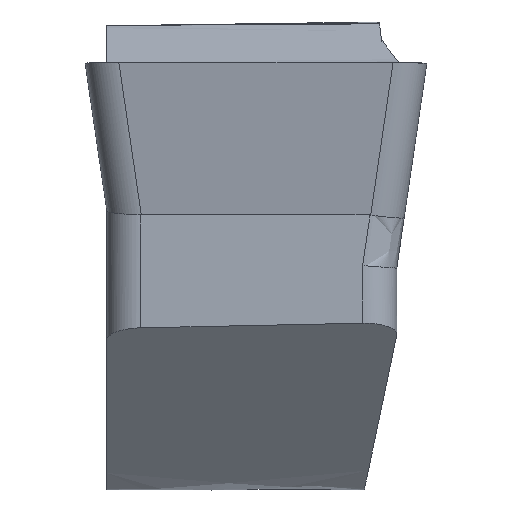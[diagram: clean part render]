
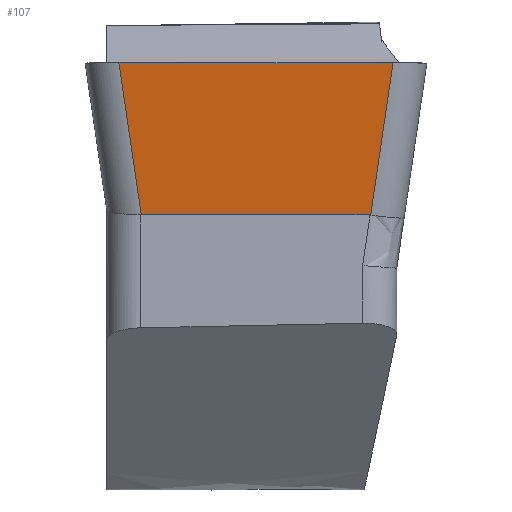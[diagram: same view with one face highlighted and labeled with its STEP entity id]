
A CAD part, front view. The second image highlights one B-rep face of the part: STEP entity #107.
In plain terms, the highlighted planar face has unit normal (0, -0.99, -0.139).
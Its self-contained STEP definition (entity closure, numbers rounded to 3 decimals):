
#52=PLANE('',#448);
#68=LINE('',#4864,#88);
#73=LINE('',#4996,#93);
#74=LINE('',#5002,#94);
#88=VECTOR('',#491,1.);
#93=VECTOR('',#504,1.);
#94=VECTOR('',#505,1.);
#107=ADVANCED_FACE('',(#131),#52,.F.);
#131=FACE_OUTER_BOUND('',#152,.T.);
#152=EDGE_LOOP('',(#220,#221,#222,#223,#224));
#220=ORIENTED_EDGE('',*,*,#314,.F.);
#221=ORIENTED_EDGE('',*,*,#356,.T.);
#222=ORIENTED_EDGE('',*,*,#347,.F.);
#223=ORIENTED_EDGE('',*,*,#357,.T.);
#224=ORIENTED_EDGE('',*,*,#358,.T.);
#277=VERTEX_POINT('',#642);
#278=VERTEX_POINT('',#653);
#301=VERTEX_POINT('',#4842);
#306=VERTEX_POINT('',#4863);
#309=VERTEX_POINT('',#5001);
#314=EDGE_CURVE('',#277,#278,#372,.T.);
#347=EDGE_CURVE('',#306,#301,#68,.T.);
#356=EDGE_CURVE('',#277,#301,#73,.T.);
#357=EDGE_CURVE('',#306,#309,#394,.T.);
#358=EDGE_CURVE('',#309,#278,#74,.T.);
#372=B_SPLINE_CURVE_WITH_KNOTS('',3,(#643,#644,#645,#646,#647,#648,#649,
#650,#651,#652),.UNSPECIFIED.,.F.,.F.,(4,3,3,4),(0.,0.367,0.761,
1.),.UNSPECIFIED.);
#394=B_SPLINE_CURVE_WITH_KNOTS('',3,(#4997,#4998,#4999,#5000),
 .UNSPECIFIED.,.F.,.F.,(4,4),(0.,1.),.UNSPECIFIED.);
#448=AXIS2_PLACEMENT_3D('',#5003,#506,#507);
#491=DIRECTION('',(-1.,0.,0.));
#504=DIRECTION('',(0.144,0.138,-0.98));
#505=DIRECTION('',(0.144,-0.138,0.98));
#506=DIRECTION('',(0.,0.99,0.139));
#507=DIRECTION('',(0.,-0.139,0.99));
#642=CARTESIAN_POINT('',(-3.215,-8.202,0.012));
#643=CARTESIAN_POINT('',(-3.215,-8.202,0.012));
#644=CARTESIAN_POINT('',(-2.429,-8.202,0.012));
#645=CARTESIAN_POINT('',(-1.644,-8.202,0.012));
#646=CARTESIAN_POINT('',(-0.859,-8.202,0.011));
#647=CARTESIAN_POINT('',(-0.014,-8.202,0.011));
#648=CARTESIAN_POINT('',(0.832,-8.202,0.011));
#649=CARTESIAN_POINT('',(1.677,-8.202,0.011));
#650=CARTESIAN_POINT('',(2.187,-8.201,0.011));
#651=CARTESIAN_POINT('',(2.698,-8.201,0.011));
#652=CARTESIAN_POINT('',(3.209,-8.201,0.01));
#653=CARTESIAN_POINT('',(3.209,-8.201,0.01));
#4842=CARTESIAN_POINT('',(-2.691,-7.7,-3.558));
#4863=CARTESIAN_POINT('',(2.669,-7.7,-3.558));
#4864=CARTESIAN_POINT('',(-0.011,-7.7,-3.558));
#4996=CARTESIAN_POINT('',(-2.708,-7.716,-3.441));
#4997=CARTESIAN_POINT('',(2.669,-7.7,-3.558));
#4998=CARTESIAN_POINT('',(2.675,-7.7,-3.558));
#4999=CARTESIAN_POINT('',(2.68,-7.7,-3.558));
#5000=CARTESIAN_POINT('',(2.685,-7.7,-3.559));
#5001=CARTESIAN_POINT('',(2.685,-7.7,-3.559));
#5002=CARTESIAN_POINT('',(3.226,-8.217,0.122));
#5003=CARTESIAN_POINT('',(-1.39,-8.2,0.));
